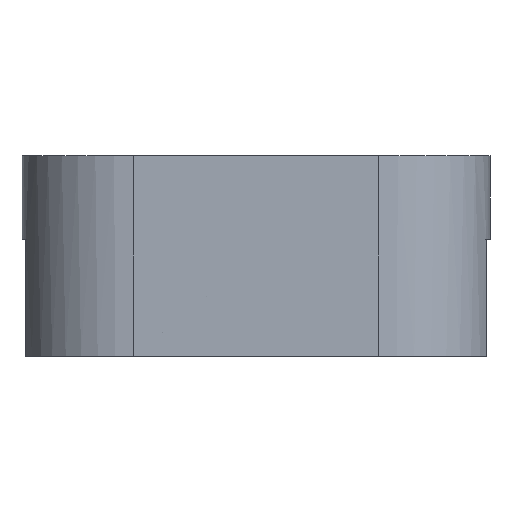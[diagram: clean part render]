
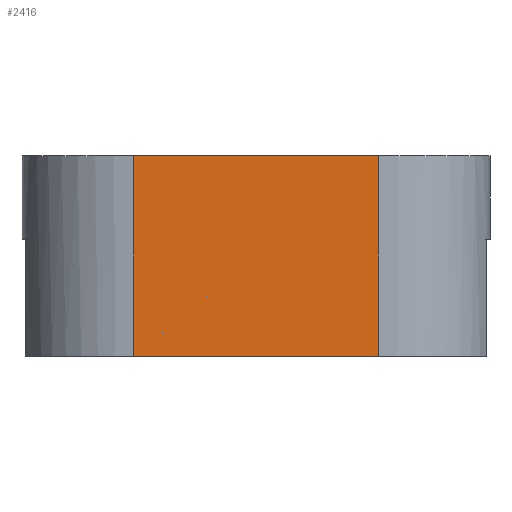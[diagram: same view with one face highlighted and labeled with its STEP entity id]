
A CAD part, left-side view. The second image highlights one B-rep face of the part: STEP entity #2416.
In plain terms, the highlighted planar face has unit normal (-1, 0, 0).
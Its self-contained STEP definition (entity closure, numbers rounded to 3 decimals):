
#394=FACE_OUTER_BOUND('',#531,.T.);
#531=EDGE_LOOP('',(#2216,#2217,#2218,#2219));
#687=LINE('',#4596,#884);
#693=LINE('',#4617,#890);
#701=LINE('',#4639,#898);
#729=LINE('',#4737,#926);
#884=VECTOR('',#2756,10.);
#890=VECTOR('',#2774,10.);
#898=VECTOR('',#2794,10.);
#926=VECTOR('',#2904,10.);
#1117=VERTEX_POINT('',#4592);
#1119=VERTEX_POINT('',#4595);
#1128=VERTEX_POINT('',#4615);
#1136=VERTEX_POINT('',#4638);
#1450=EDGE_CURVE('',#1117,#1119,#687,.T.);
#1461=EDGE_CURVE('',#1128,#1117,#693,.T.);
#1471=EDGE_CURVE('',#1119,#1136,#701,.T.);
#1520=EDGE_CURVE('',#1128,#1136,#729,.T.);
#2216=ORIENTED_EDGE('',*,*,#1461,.F.);
#2217=ORIENTED_EDGE('',*,*,#1520,.T.);
#2218=ORIENTED_EDGE('',*,*,#1471,.F.);
#2219=ORIENTED_EDGE('',*,*,#1450,.F.);
#2288=PLANE('',#2523);
#2416=ADVANCED_FACE('',(#394),#2288,.T.);
#2523=AXIS2_PLACEMENT_3D('',#4736,#2902,#2903);
#2756=DIRECTION('',(0.,-1.,0.));
#2774=DIRECTION('',(0.,0.,1.));
#2794=DIRECTION('',(0.,0.,-1.));
#2902=DIRECTION('center_axis',(-1.,0.,0.));
#2903=DIRECTION('ref_axis',(0.,-1.,0.));
#2904=DIRECTION('',(0.,-1.,0.));
#4592=CARTESIAN_POINT('',(-2.62,1.1,1.8));
#4595=CARTESIAN_POINT('',(-2.62,-1.1,1.8));
#4596=CARTESIAN_POINT('',(-2.62,2.1,1.8));
#4615=CARTESIAN_POINT('',(-2.62,1.1,0.));
#4617=CARTESIAN_POINT('',(-2.62,1.1,0.));
#4638=CARTESIAN_POINT('',(-2.62,-1.1,0.));
#4639=CARTESIAN_POINT('',(-2.62,-1.1,0.));
#4736=CARTESIAN_POINT('Origin',(-2.62,2.1,0.));
#4737=CARTESIAN_POINT('',(-2.62,2.1,0.));
